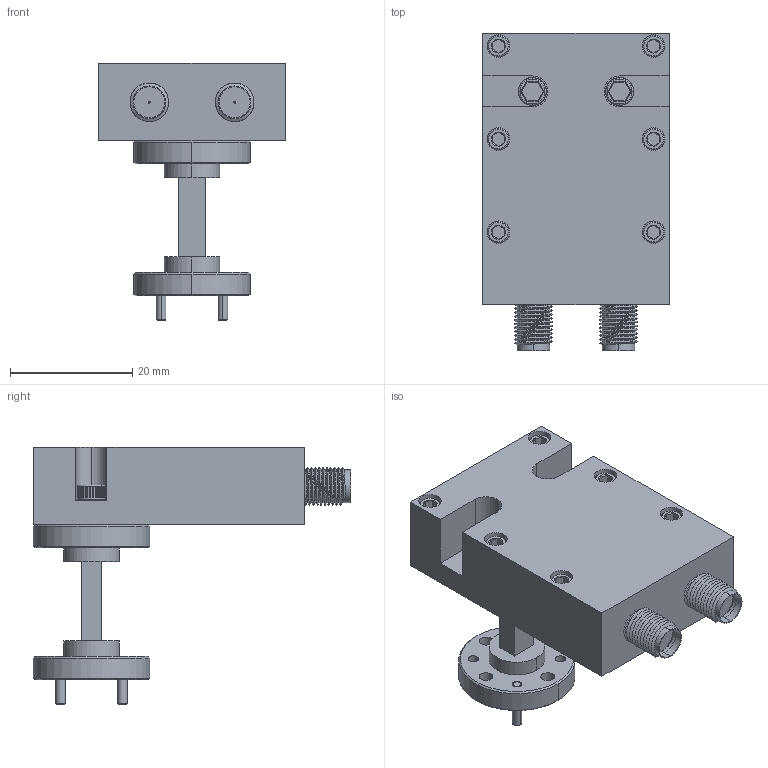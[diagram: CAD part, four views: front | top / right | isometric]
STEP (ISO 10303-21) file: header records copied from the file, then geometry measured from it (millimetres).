
FILE_DESCRIPTION (( 'STEP AP214' ), '1' );
FILE_NAME ('FH-F2-A, Defeatured.STEP', '2024-12-11T23:29:23', ( '' ), ( '' ), 'SwSTEP 2.0', 'SolidWorks 2021', '' );
FILE_SCHEMA (( 'AUTOMOTIVE_DESIGN' ));
Length unit declared in the file: inch
Products named in the file (1): FH-F2-A, Defeatured
Bounding box: 30.48 x 51.98 x 42.23 mm (x, y, z)
Volume: 18765.6 mm3; surface area: 9272.5 mm2
Topology: 17 solids, 17 shells, 799 faces, 1999 edges, 1264 vertices
Faces by surface type: plane 334, cylinder 303, cone 150, bspline 8, torus 4
Entity records: 37907 total; most frequent: CARTESIAN_POINT 9083, ORIENTED_EDGE 3974, DIRECTION 3589, EDGE_CURVE 1987, AXIS2_PLACEMENT_3D 1406, VERTEX_POINT 1264, EDGE_LOOP 881, DIMENSIONAL_EXPONENTS 817
